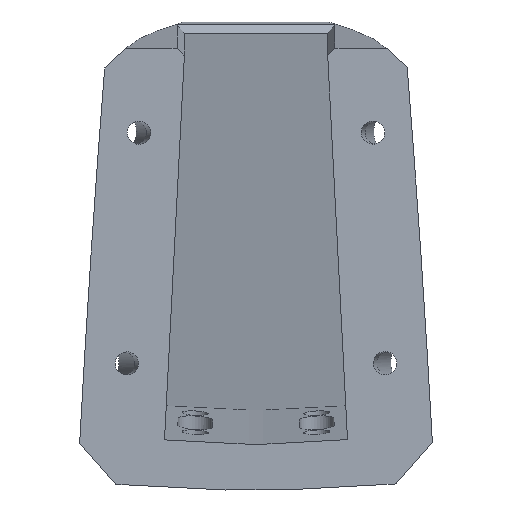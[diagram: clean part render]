
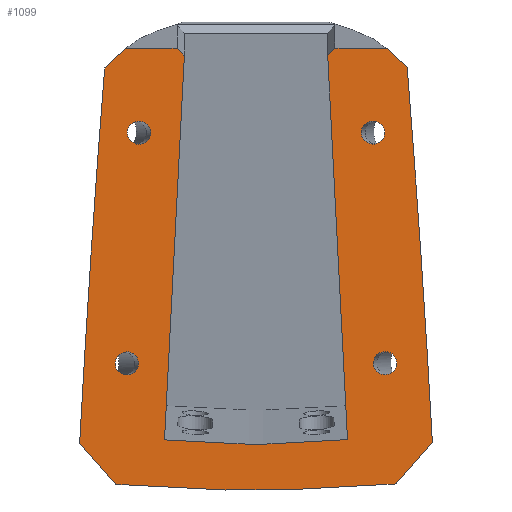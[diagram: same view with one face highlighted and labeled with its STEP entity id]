
A CAD part, top view. The second image highlights one B-rep face of the part: STEP entity #1099.
In plain terms, the highlighted planar face has unit normal (0.009, -0.001, 1).
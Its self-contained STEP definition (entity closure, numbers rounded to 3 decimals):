
#42=CARTESIAN_POINT('',(34.383,52.631,22.709));
#43=VERTEX_POINT('',#42);
#51=CARTESIAN_POINT('',(37.658,3.885,22.657));
#52=VERTEX_POINT('',#51);
#53=CARTESIAN_POINT('',(-20.747,0.994,23.185));
#54=DIRECTION('',(-0.009,0.,-1.));
#55=DIRECTION('',(0.055,-0.999,-0.001));
#56=AXIS2_PLACEMENT_3D('',#53,#54,#55);
#57=ELLIPSE('',#56,339.069,58.478);
#58=EDGE_CURVE('',#43,#52,#57,.T.);
#732=CARTESIAN_POINT('',(-4.921,52.569,23.066));
#733=VERTEX_POINT('',#732);
#734=CARTESIAN_POINT('',(-8.172,3.812,23.073));
#735=VERTEX_POINT('',#734);
#736=CARTESIAN_POINT('',(50.995,-4.326,22.532));
#737=DIRECTION('',(0.009,0.,1.));
#738=DIRECTION('',(-0.052,-0.999,0.));
#739=AXIS2_PLACEMENT_3D('',#736,#737,#738);
#740=ELLIPSE('',#739,343.2,59.517);
#741=EDGE_CURVE('',#733,#735,#740,.T.);
#904=CARTESIAN_POINT('',(60.195,28.747,22.464));
#905=DIRECTION('',(0.009,0.,1.));
#906=DIRECTION('',(1.,0.,-0.009));
#907=AXIS2_PLACEMENT_3D('',#904,#905,#906);
#908=PLANE('',#907);
#909=CARTESIAN_POINT('',(31.465,44.18,22.732));
#910=VERTEX_POINT('',#909);
#911=CARTESIAN_POINT('',(28.419,44.18,22.759));
#912=VERTEX_POINT('',#911);
#913=CARTESIAN_POINT('',(29.942,44.18,22.746));
#914=DIRECTION('',(0.009,0.,1.));
#915=DIRECTION('',(-1.,-0.,0.009));
#916=AXIS2_PLACEMENT_3D('',#913,#914,#915);
#917=ELLIPSE('',#916,1.523,1.5);
#918=EDGE_CURVE('',#910,#912,#917,.T.);
#919=ORIENTED_EDGE('',*,*,#918,.F.);
#920=CARTESIAN_POINT('',(29.942,44.18,22.746));
#921=DIRECTION('',(0.009,0.,1.));
#922=DIRECTION('',(-1.,-0.,0.009));
#923=AXIS2_PLACEMENT_3D('',#920,#921,#922);
#924=ELLIPSE('',#923,1.523,1.5);
#925=EDGE_CURVE('',#912,#910,#924,.T.);
#926=ORIENTED_EDGE('',*,*,#925,.F.);
#927=EDGE_LOOP('',(#919,#926));
#928=FACE_BOUND('',#927,.T.);
#929=CARTESIAN_POINT('',(33.036,14.22,22.704));
#930=VERTEX_POINT('',#929);
#931=CARTESIAN_POINT('',(29.99,14.219,22.731));
#932=VERTEX_POINT('',#931);
#933=CARTESIAN_POINT('',(31.513,14.219,22.717));
#934=DIRECTION('',(0.009,0.,1.));
#935=DIRECTION('',(-1.,-0.,0.009));
#936=AXIS2_PLACEMENT_3D('',#933,#934,#935);
#937=ELLIPSE('',#936,1.523,1.5);
#938=EDGE_CURVE('',#930,#932,#937,.T.);
#939=ORIENTED_EDGE('',*,*,#938,.F.);
#940=CARTESIAN_POINT('',(31.513,14.219,22.717));
#941=DIRECTION('',(0.009,0.,1.));
#942=DIRECTION('',(-1.,-0.,0.009));
#943=AXIS2_PLACEMENT_3D('',#940,#941,#942);
#944=ELLIPSE('',#943,1.523,1.5);
#945=EDGE_CURVE('',#932,#930,#944,.T.);
#946=ORIENTED_EDGE('',*,*,#945,.F.);
#947=EDGE_LOOP('',(#939,#946));
#948=FACE_BOUND('',#947,.T.);
#949=CARTESIAN_POINT('',(1.064,44.154,23.008));
#950=VERTEX_POINT('',#949);
#951=CARTESIAN_POINT('',(-0.459,44.154,23.022));
#952=DIRECTION('',(0.009,0.,1.));
#953=DIRECTION('',(1.,-0.,-0.009));
#954=AXIS2_PLACEMENT_3D('',#951,#952,#953);
#955=ELLIPSE('',#954,1.523,1.5);
#956=EDGE_CURVE('',#950,#950,#955,.T.);
#957=ORIENTED_EDGE('',*,*,#956,.F.);
#958=EDGE_LOOP('',(#957));
#959=FACE_BOUND('',#958,.T.);
#960=CARTESIAN_POINT('',(-3.552,14.194,23.036));
#961=VERTEX_POINT('',#960);
#962=CARTESIAN_POINT('',(-2.029,14.194,23.022));
#963=DIRECTION('',(-0.009,0.,-1.));
#964=DIRECTION('',(-1.,0.,0.009));
#965=AXIS2_PLACEMENT_3D('',#962,#963,#964);
#966=ELLIPSE('',#965,1.523,1.5);
#967=EDGE_CURVE('',#961,#961,#966,.T.);
#968=ORIENTED_EDGE('',*,*,#967,.T.);
#969=EDGE_LOOP('',(#968));
#970=FACE_BOUND('',#969,.T.);
#971=CARTESIAN_POINT('',(2.859,4.259,22.973));
#972=VERTEX_POINT('',#971);
#973=CARTESIAN_POINT('',(5.432,54.106,22.973));
#974=VERTEX_POINT('',#973);
#975=CARTESIAN_POINT('',(2.859,4.259,22.973));
#976=DIRECTION('',(0.052,0.999,-0.));
#977=VECTOR('',#976,49.913);
#978=LINE('',#975,#977);
#979=EDGE_CURVE('',#972,#974,#978,.T.);
#980=ORIENTED_EDGE('',*,*,#979,.T.);
#981=CARTESIAN_POINT('',(4.484,55.119,22.982));
#982=VERTEX_POINT('',#981);
#983=CARTESIAN_POINT('',(5.432,54.106,22.973));
#984=DIRECTION('',(-0.683,0.73,0.007));
#985=VECTOR('',#984,1.387);
#986=LINE('',#983,#985);
#987=EDGE_CURVE('',#974,#982,#986,.T.);
#988=ORIENTED_EDGE('',*,*,#987,.T.);
#989=CARTESIAN_POINT('',(-2.178,55.108,23.042));
#990=VERTEX_POINT('',#989);
#991=CARTESIAN_POINT('',(4.484,55.119,22.982));
#992=DIRECTION('',(-1.,-0.002,0.009));
#993=VECTOR('',#992,6.662);
#994=LINE('',#991,#993);
#995=EDGE_CURVE('',#982,#990,#994,.T.);
#996=ORIENTED_EDGE('',*,*,#995,.T.);
#997=CARTESIAN_POINT('',(-2.178,55.108,23.042));
#998=CARTESIAN_POINT('',(-4.921,52.569,23.066));
#999=B_SPLINE_CURVE_WITH_KNOTS('',1,(#997,#998),.UNSPECIFIED.,.F.,.F.,(2,2),(0.,1.),.UNSPECIFIED.);
#1000=EDGE_CURVE('',#990,#733,#999,.T.);
#1001=ORIENTED_EDGE('',*,*,#1000,.T.);
#1002=ORIENTED_EDGE('',*,*,#741,.T.);
#1003=CARTESIAN_POINT('',(-3.447,-1.516,23.027));
#1004=VERTEX_POINT('',#1003);
#1005=CARTESIAN_POINT('',(-8.172,3.812,23.073));
#1006=CARTESIAN_POINT('',(-6.598,2.035,23.058));
#1007=CARTESIAN_POINT('',(-5.023,0.259,23.042));
#1008=CARTESIAN_POINT('',(-3.447,-1.516,23.027));
#1009=B_SPLINE_CURVE_WITH_KNOTS('',3,(#1005,#1006,#1007,#1008),.UNSPECIFIED.,.F.,.F.,(4,4),(0.,0.007),.UNSPECIFIED.);
#1010=EDGE_CURVE('',#735,#1004,#1009,.T.);
#1011=ORIENTED_EDGE('',*,*,#1010,.T.);
#1012=CARTESIAN_POINT('',(10.784,-2.25,22.898));
#1013=VERTEX_POINT('',#1012);
#1014=CARTESIAN_POINT('',(10.784,-2.25,22.898));
#1015=DIRECTION('',(-0.999,0.052,0.009));
#1016=VECTOR('',#1015,14.25);
#1017=LINE('',#1014,#1016);
#1018=EDGE_CURVE('',#1013,#1004,#1017,.T.);
#1019=ORIENTED_EDGE('',*,*,#1018,.F.);
#1020=CARTESIAN_POINT('',(18.705,-2.238,22.826));
#1021=VERTEX_POINT('',#1020);
#1022=CARTESIAN_POINT('',(18.705,-2.238,22.826));
#1023=DIRECTION('',(-1.,-0.002,0.009));
#1024=VECTOR('',#1023,7.921);
#1025=LINE('',#1022,#1024);
#1026=EDGE_CURVE('',#1021,#1013,#1025,.T.);
#1027=ORIENTED_EDGE('',*,*,#1026,.F.);
#1028=CARTESIAN_POINT('',(32.935,-1.458,22.697));
#1029=VERTEX_POINT('',#1028);
#1030=CARTESIAN_POINT('',(32.935,-1.458,22.697));
#1031=DIRECTION('',(-0.998,-0.055,0.009));
#1032=VECTOR('',#1031,14.252);
#1033=LINE('',#1030,#1032);
#1034=EDGE_CURVE('',#1029,#1021,#1033,.T.);
#1035=ORIENTED_EDGE('',*,*,#1034,.F.);
#1036=CARTESIAN_POINT('',(32.935,-1.458,22.697));
#1037=CARTESIAN_POINT('',(34.511,0.322,22.684));
#1038=CARTESIAN_POINT('',(36.085,2.103,22.67));
#1039=CARTESIAN_POINT('',(37.658,3.885,22.657));
#1040=B_SPLINE_CURVE_WITH_KNOTS('',3,(#1036,#1037,#1038,#1039),.UNSPECIFIED.,.F.,.F.,(4,4),(0.,0.007),.UNSPECIFIED.);
#1041=EDGE_CURVE('',#1029,#52,#1040,.T.);
#1042=ORIENTED_EDGE('',*,*,#1041,.T.);
#1043=ORIENTED_EDGE('',*,*,#58,.F.);
#1044=CARTESIAN_POINT('',(31.645,55.162,22.735));
#1045=VERTEX_POINT('',#1044);
#1046=CARTESIAN_POINT('',(34.383,52.631,22.709));
#1047=CARTESIAN_POINT('',(31.645,55.162,22.735));
#1048=B_SPLINE_CURVE_WITH_KNOTS('',1,(#1046,#1047),.UNSPECIFIED.,.F.,.F.,(2,2),(0.,1.),.UNSPECIFIED.);
#1049=EDGE_CURVE('',#43,#1045,#1048,.T.);
#1050=ORIENTED_EDGE('',*,*,#1049,.T.);
#1051=CARTESIAN_POINT('',(25.005,55.151,22.796));
#1052=VERTEX_POINT('',#1051);
#1053=CARTESIAN_POINT('',(31.645,55.162,22.735));
#1054=DIRECTION('',(-1.,-0.002,0.009));
#1055=VECTOR('',#1054,6.64);
#1056=LINE('',#1053,#1055);
#1057=EDGE_CURVE('',#1045,#1052,#1056,.T.);
#1058=ORIENTED_EDGE('',*,*,#1057,.T.);
#1059=CARTESIAN_POINT('',(24.057,54.136,22.804));
#1060=VERTEX_POINT('',#1059);
#1061=CARTESIAN_POINT('',(25.005,55.151,22.796));
#1062=DIRECTION('',(-0.682,-0.731,0.006));
#1063=VECTOR('',#1062,1.389);
#1064=LINE('',#1061,#1063);
#1065=EDGE_CURVE('',#1052,#1060,#1064,.T.);
#1066=ORIENTED_EDGE('',*,*,#1065,.T.);
#1067=CARTESIAN_POINT('',(26.63,4.297,22.757));
#1068=VERTEX_POINT('',#1067);
#1069=CARTESIAN_POINT('',(26.63,4.297,22.757));
#1070=DIRECTION('',(-0.052,0.999,0.001));
#1071=VECTOR('',#1070,49.905);
#1072=LINE('',#1069,#1071);
#1073=EDGE_CURVE('',#1068,#1060,#1072,.T.);
#1074=ORIENTED_EDGE('',*,*,#1073,.F.);
#1075=CARTESIAN_POINT('',(15.645,3.695,22.856));
#1076=VERTEX_POINT('',#1075);
#1077=CARTESIAN_POINT('',(26.63,4.297,22.757));
#1078=DIRECTION('',(-0.998,-0.055,0.009));
#1079=VECTOR('',#1078,11.002);
#1080=LINE('',#1077,#1079);
#1081=EDGE_CURVE('',#1068,#1076,#1080,.T.);
#1082=ORIENTED_EDGE('',*,*,#1081,.T.);
#1083=CARTESIAN_POINT('',(13.844,3.692,22.873));
#1084=VERTEX_POINT('',#1083);
#1085=CARTESIAN_POINT('',(13.844,3.692,22.873));
#1086=DIRECTION('',(1.,0.002,-0.009));
#1087=VECTOR('',#1086,1.801);
#1088=LINE('',#1085,#1087);
#1089=EDGE_CURVE('',#1084,#1076,#1088,.T.);
#1090=ORIENTED_EDGE('',*,*,#1089,.F.);
#1091=CARTESIAN_POINT('',(13.844,3.692,22.873));
#1092=DIRECTION('',(-0.999,0.052,0.009));
#1093=VECTOR('',#1092,11.);
#1094=LINE('',#1091,#1093);
#1095=EDGE_CURVE('',#1084,#972,#1094,.T.);
#1096=ORIENTED_EDGE('',*,*,#1095,.T.);
#1097=EDGE_LOOP('',(#980,#988,#996,#1001,#1002,#1011,#1019,#1027,#1035,#1042,#1043,#1050,#1058,#1066,#1074,#1082,#1090,#1096));
#1098=FACE_BOUND('',#1097,.T.);
#1099=ADVANCED_FACE('',(#928,#948,#959,#970,#1098),#908,.T.);
